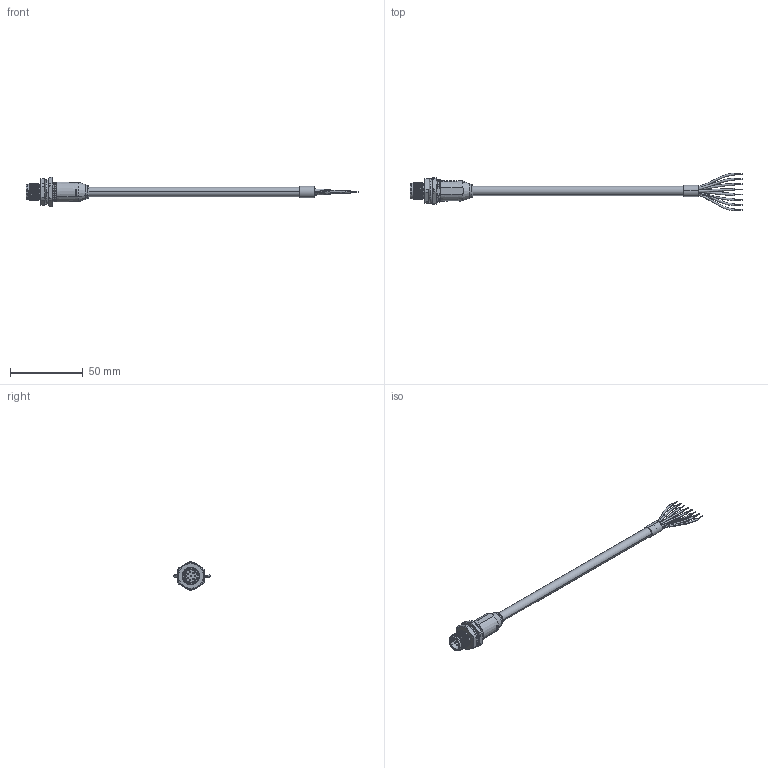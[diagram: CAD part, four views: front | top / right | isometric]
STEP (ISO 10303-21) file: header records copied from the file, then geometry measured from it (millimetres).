
FILE_DESCRIPTION (( 'STEP AP203' ), '1' );
FILE_NAME ('10-06442.step', '2025-11-08T01:44:25', ( '' ), ( '' ), 'SwSTEP 2.0', 'SolidWorks 2025', '' );
FILE_SCHEMA (( 'CONFIG_CONTROL_DESIGN' ));
Length unit declared in the file: millimetre
Products named in the file (7): 54-00538; 30-03792_50mm; 10-06442; 24-00455; 56-00046; 32-00026_10 mm
Assembly tree (6 placements, depth 3):
  10-06442
    30-03792_50mm
    24-00455
    54-00538
      54-00538
      56-00046
    32-00026_10 mm
Bounding box: 228 x 25.9 x 19.95 mm (x, y, z)
Volume: 10741.1 mm3; surface area: 11227.6 mm2
Topology: 327 solids, 327 shells, 1810 faces, 3406 edges, 2275 vertices
Faces by surface type: cylinder 838, plane 779, bspline 126, cone 63, torus 4
Entity records: 64973 total; most frequent: CARTESIAN_POINT 28413, DIRECTION 7707, ORIENTED_EDGE 6748, EDGE_CURVE 3374, AXIS2_PLACEMENT_3D 3340, VERTEX_POINT 2275, EDGE_LOOP 1877, FACE_OUTER_BOUND 1810
